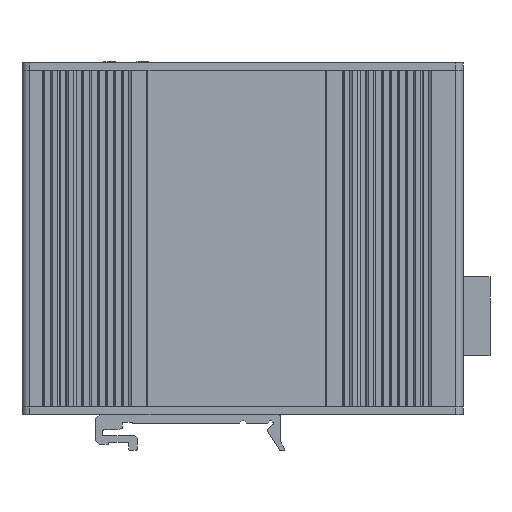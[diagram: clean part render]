
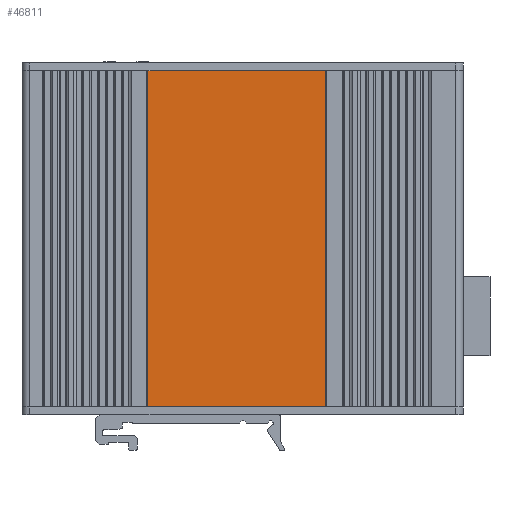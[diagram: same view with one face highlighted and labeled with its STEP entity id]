
A CAD part, left-side view. The second image highlights one B-rep face of the part: STEP entity #46811.
In plain terms, the highlighted planar face has unit normal (-1, 0, 0).
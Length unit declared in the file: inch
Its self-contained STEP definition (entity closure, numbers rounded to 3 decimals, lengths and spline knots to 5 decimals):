
#863 = CARTESIAN_POINT ( 'NONE',  ( -0.58268, 3.14961, -3.35433 ) ) ;
#3333 = LINE ( 'NONE', #863, #9879 ) ;
#4926 = EDGE_CURVE ( 'NONE', #36985, #44677, #27849, .T. ) ;
#5911 = ORIENTED_EDGE ( 'NONE', *, *, #4926, .T. ) ;
#7491 = CARTESIAN_POINT ( 'NONE',  ( -0.58268, 1.37008, -3.35433 ) ) ;
#8073 = LINE ( 'NONE', #17117, #13905 ) ;
#8493 = CARTESIAN_POINT ( 'NONE',  ( -0.58268, 1.37008, 0. ) ) ;
#8692 = VERTEX_POINT ( 'NONE', #9378 ) ;
#9255 = EDGE_CURVE ( 'NONE', #8692, #44677, #8073, .T. ) ;
#9378 = CARTESIAN_POINT ( 'NONE',  ( -0.58268, 3.14961, 0. ) ) ;
#9879 = VECTOR ( 'NONE', #17435, 39.37008 ) ;
#11595 = CARTESIAN_POINT ( 'NONE',  ( -0.58268, 1.37008, -3.35433 ) ) ;
#12042 = ORIENTED_EDGE ( 'NONE', *, *, #9255, .F. ) ;
#13905 = VECTOR ( 'NONE', #54012, 39.37008 ) ;
#16350 = FACE_OUTER_BOUND ( 'NONE', #19742, .T. ) ;
#17117 = CARTESIAN_POINT ( 'NONE',  ( -0.58268, 2.44488, 0. ) ) ;
#17231 = VERTEX_POINT ( 'NONE', #29174 ) ;
#17435 = DIRECTION ( 'NONE',  ( 0., 0., -1. ) ) ;
#19742 = EDGE_LOOP ( 'NONE', ( #26387, #5911, #12042, #50509 ) ) ;
#20668 = VECTOR ( 'NONE', #33429, 39.37008 ) ;
#26387 = ORIENTED_EDGE ( 'NONE', *, *, #47357, .T. ) ;
#27849 = LINE ( 'NONE', #28822, #20668 ) ;
#28822 = CARTESIAN_POINT ( 'NONE',  ( -0.58268, 1.37008, -3.35433 ) ) ;
#29174 = CARTESIAN_POINT ( 'NONE',  ( -0.58268, 3.14961, -3.35433 ) ) ;
#31931 = DIRECTION ( 'NONE',  ( -1., 0., 0. ) ) ;
#32467 = DIRECTION ( 'NONE',  ( 0., 0., 1. ) ) ;
#33429 = DIRECTION ( 'NONE',  ( 0., 0., 1. ) ) ;
#36985 = VERTEX_POINT ( 'NONE', #7491 ) ;
#43112 = EDGE_CURVE ( 'NONE', #8692, #17231, #3333, .T. ) ;
#44677 = VERTEX_POINT ( 'NONE', #8493 ) ;
#46811 = ADVANCED_FACE ( 'NONE', ( #16350 ), #53200, .T. ) ;
#47357 = EDGE_CURVE ( 'NONE', #17231, #36985, #49136, .T. ) ;
#48299 = AXIS2_PLACEMENT_3D ( 'NONE', #11595, #31931, #32467 ) ;
#48411 = DIRECTION ( 'NONE',  ( 0., -1., 0. ) ) ;
#49136 = LINE ( 'NONE', #52258, #50443 ) ;
#50443 = VECTOR ( 'NONE', #48411, 39.37008 ) ;
#50509 = ORIENTED_EDGE ( 'NONE', *, *, #43112, .T. ) ;
#52258 = CARTESIAN_POINT ( 'NONE',  ( -0.58268, 1.37008, -3.35433 ) ) ;
#53200 = PLANE ( 'NONE',  #48299 ) ;
#54012 = DIRECTION ( 'NONE',  ( 0., -1., 0. ) ) ;
